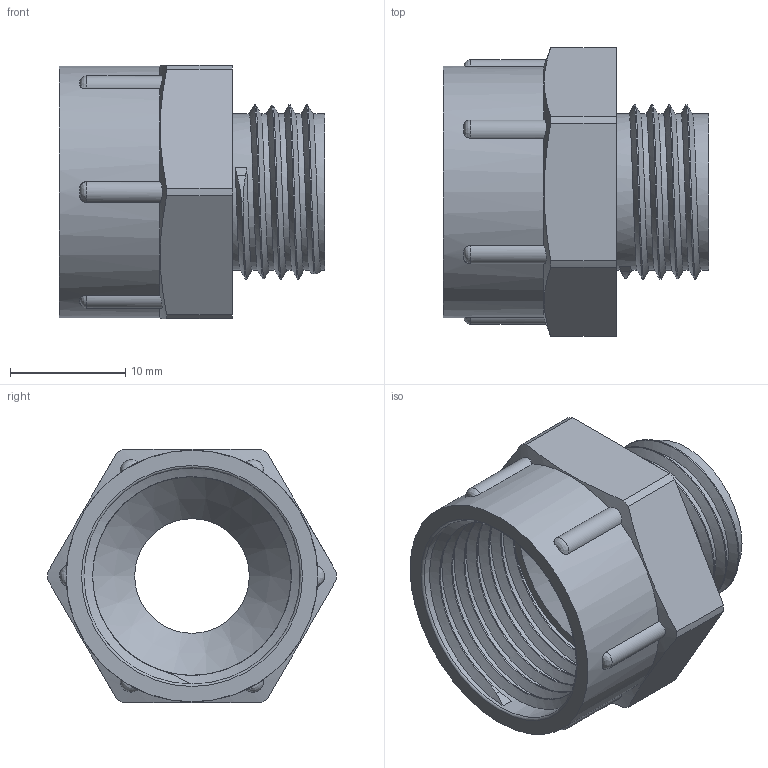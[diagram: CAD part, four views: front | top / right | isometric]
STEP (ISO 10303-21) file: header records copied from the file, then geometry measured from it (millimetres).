
FILE_DESCRIPTION(/* description */ ('Reduzierung sechskant PG 9 /PG 11'),/* implementation_level */ '2;1');
FILE_NAME(/* name */ '11080911-RST.stp',/* time_stamp */ '2020-04-29T14:01:09+02:00',/* author */ ('sl'),/* organization */ (''),/* preprocessor_version */ 'ST-DEVELOPER v16.5',/* originating_system */ 'Autodesk Inventor 2017',/* authorisation */ '');
FILE_SCHEMA (('AUTOMOTIVE_DESIGN { 1 0 10303 214 3 1 1 }'));
Length unit declared in the file: millimetre
Products named in the file (1): 11080911
Bounding box: 23 x 25.02 x 22 mm (x, y, z)
Volume: 3065.9 mm3; surface area: 3541.8 mm2
Topology: 1 solids, 1 shells, 57 faces, 169 edges, 115 vertices
Faces by surface type: cylinder 31, plane 13, bspline 10, cone 2, torus 1
Full cylindrical faces by diameter (mm): 9.95 x1, 13.588 x4, 18.752 x7, 21.82 x1
Entity records: 4312 total; most frequent: CARTESIAN_POINT 3191, ORIENTED_EDGE 250, DIRECTION 183, EDGE_CURVE 125, VERTEX_POINT 89, AXIS2_PLACEMENT_3D 72, EDGE_LOOP 58, FACE_OUTER_BOUND 47
